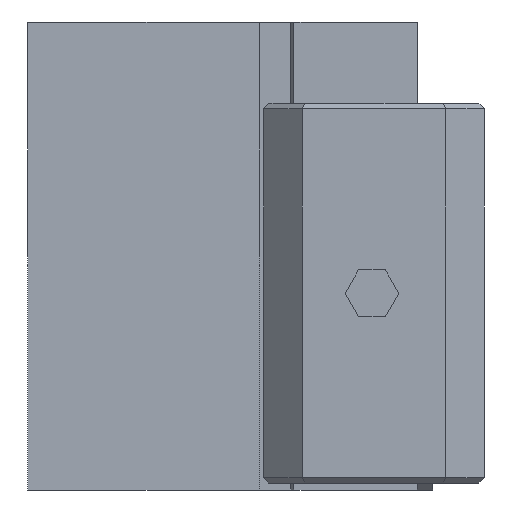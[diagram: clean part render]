
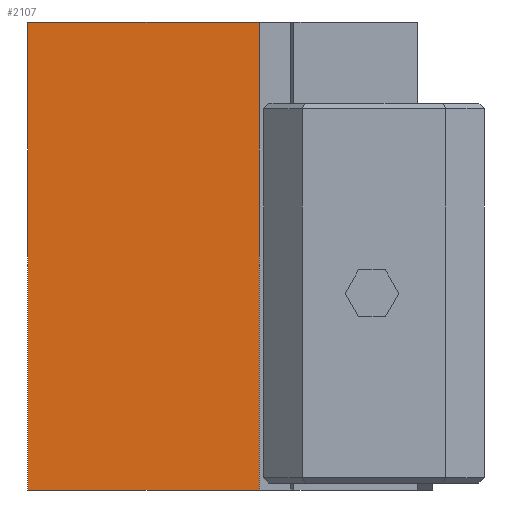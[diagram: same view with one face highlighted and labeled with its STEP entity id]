
A CAD part, left-side view. The second image highlights one B-rep face of the part: STEP entity #2107.
In plain terms, the highlighted planar face has unit normal (-1, 0, 0).
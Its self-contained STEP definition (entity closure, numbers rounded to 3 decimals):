
#116=PLANE('',#2248);
#226=FACE_OUTER_BOUND('',#338,.T.);
#338=EDGE_LOOP('',(#1844,#1845,#1846,#1847));
#601=LINE('',#3304,#867);
#603=LINE('',#3308,#869);
#604=LINE('',#3310,#870);
#605=LINE('',#3311,#871);
#867=VECTOR('',#2741,10.);
#869=VECTOR('',#2745,10.);
#870=VECTOR('',#2746,10.);
#871=VECTOR('',#2747,10.);
#1054=VERTEX_POINT('',#3301);
#1055=VERTEX_POINT('',#3303);
#1056=VERTEX_POINT('',#3307);
#1057=VERTEX_POINT('',#3309);
#1329=EDGE_CURVE('',#1055,#1054,#601,.T.);
#1331=EDGE_CURVE('',#1054,#1056,#603,.T.);
#1332=EDGE_CURVE('',#1057,#1056,#604,.T.);
#1333=EDGE_CURVE('',#1057,#1055,#605,.T.);
#1844=ORIENTED_EDGE('',*,*,#1331,.T.);
#1845=ORIENTED_EDGE('',*,*,#1332,.F.);
#1846=ORIENTED_EDGE('',*,*,#1333,.T.);
#1847=ORIENTED_EDGE('',*,*,#1329,.T.);
#2107=ADVANCED_FACE('',(#226),#116,.T.);
#2248=AXIS2_PLACEMENT_3D('',#3306,#2743,#2744);
#2741=DIRECTION('',(0.,0.,1.));
#2743=DIRECTION('center_axis',(-1.,0.,0.));
#2744=DIRECTION('ref_axis',(0.,0.,1.));
#2745=DIRECTION('',(0.,1.,0.));
#2746=DIRECTION('',(0.,0.,1.));
#2747=DIRECTION('',(0.,-1.,0.));
#3301=CARTESIAN_POINT('',(-47.,20.4,60.4));
#3303=CARTESIAN_POINT('',(-47.,20.4,0.));
#3304=CARTESIAN_POINT('',(-47.,20.4,0.));
#3306=CARTESIAN_POINT('Origin',(-47.,20.4,0.));
#3307=CARTESIAN_POINT('',(-47.,50.3,60.4));
#3308=CARTESIAN_POINT('',(-47.,50.3,60.4));
#3309=CARTESIAN_POINT('',(-47.,50.3,0.));
#3310=CARTESIAN_POINT('',(-47.,50.3,0.));
#3311=CARTESIAN_POINT('',(-47.,50.3,0.));
